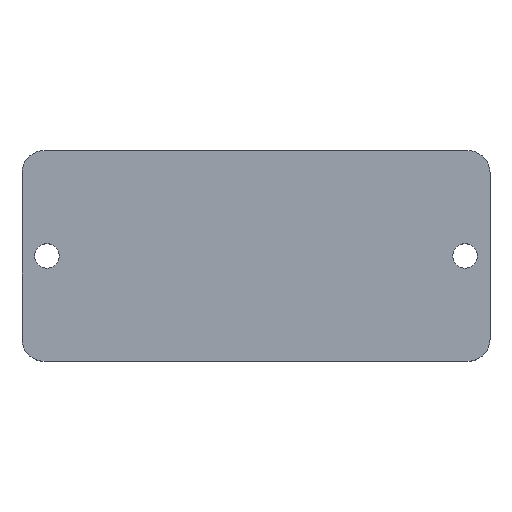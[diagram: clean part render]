
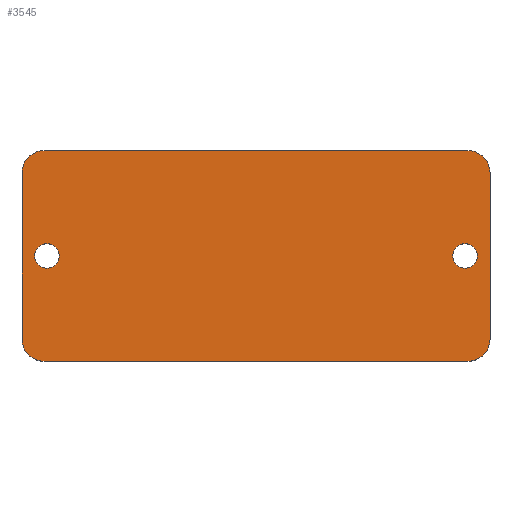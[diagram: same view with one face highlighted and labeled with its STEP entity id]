
A CAD part, top view. The second image highlights one B-rep face of the part: STEP entity #3545.
In plain terms, the highlighted planar face has unit normal (0, 0, 1).
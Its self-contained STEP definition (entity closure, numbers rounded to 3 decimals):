
#51 = VERTEX_POINT ( 'NONE', #227 ) ;
#77 = CARTESIAN_POINT ( 'NONE',  ( 11.05, 7.5, 0. ) ) ;
#85 = DIRECTION ( 'NONE',  ( 0., 0., -1. ) ) ;
#103 = FACE_BOUND ( 'NONE', #1183, .T. ) ;
#223 = ORIENTED_EDGE ( 'NONE', *, *, #3861, .T. ) ;
#227 = CARTESIAN_POINT ( 'NONE',  ( -29.15, -7.5, 0. ) ) ;
#247 = AXIS2_PLACEMENT_3D ( 'NONE', #2036, #1689, #1361 ) ;
#287 = EDGE_CURVE ( 'NONE', #3326, #1168, #2933, .T. ) ;
#295 = VERTEX_POINT ( 'NONE', #690 ) ;
#345 = CIRCLE ( 'NONE', #3950, 1.1 ) ;
#417 = PLANE ( 'NONE',  #2993 ) ;
#504 = CIRCLE ( 'NONE', #3571, 2. ) ;
#512 = DIRECTION ( 'NONE',  ( 0., 0., 1. ) ) ;
#537 = DIRECTION ( 'NONE',  ( -1., 0., 0. ) ) ;
#572 = VECTOR ( 'NONE', #3248, 1000. ) ;
#630 = CARTESIAN_POINT ( 'NONE',  ( -27.15, 9.5, 0. ) ) ;
#655 = ORIENTED_EDGE ( 'NONE', *, *, #1715, .T. ) ;
#690 = CARTESIAN_POINT ( 'NONE',  ( 11.9, 0., 0. ) ) ;
#737 = AXIS2_PLACEMENT_3D ( 'NONE', #1822, #2111, #3428 ) ;
#742 = ORIENTED_EDGE ( 'NONE', *, *, #3389, .T. ) ;
#849 = CARTESIAN_POINT ( 'NONE',  ( 9.7, 0., 0. ) ) ;
#860 = CIRCLE ( 'NONE', #737, 2. ) ;
#931 = CARTESIAN_POINT ( 'NONE',  ( 11.05, 9.5, 0. ) ) ;
#955 = ORIENTED_EDGE ( 'NONE', *, *, #2145, .T. ) ;
#956 = AXIS2_PLACEMENT_3D ( 'NONE', #1232, #3812, #2137 ) ;
#992 = DIRECTION ( 'NONE',  ( 0., -1., 0. ) ) ;
#997 = CIRCLE ( 'NONE', #247, 2. ) ;
#1002 = CIRCLE ( 'NONE', #4062, 1.1 ) ;
#1168 = VERTEX_POINT ( 'NONE', #931 ) ;
#1183 = EDGE_LOOP ( 'NONE', ( #1736, #1505 ) ) ;
#1232 = CARTESIAN_POINT ( 'NONE',  ( -26.9, 0., 0. ) ) ;
#1235 = VERTEX_POINT ( 'NONE', #4044 ) ;
#1236 = DIRECTION ( 'NONE',  ( -1., 0., 0. ) ) ;
#1258 = ORIENTED_EDGE ( 'NONE', *, *, #4005, .T. ) ;
#1282 = EDGE_CURVE ( 'NONE', #3026, #295, #345, .T. ) ;
#1300 = ORIENTED_EDGE ( 'NONE', *, *, #3961, .T. ) ;
#1361 = DIRECTION ( 'NONE',  ( -1., 0., 0. ) ) ;
#1391 = CIRCLE ( 'NONE', #1480, 1.1 ) ;
#1400 = CARTESIAN_POINT ( 'NONE',  ( 13.05, -9.5, 0. ) ) ;
#1405 = ORIENTED_EDGE ( 'NONE', *, *, #2966, .T. ) ;
#1433 = LINE ( 'NONE', #3852, #572 ) ;
#1443 = DIRECTION ( 'NONE',  ( -1., 0., 0. ) ) ;
#1478 = DIRECTION ( 'NONE',  ( 0., 0., -1. ) ) ;
#1480 = AXIS2_PLACEMENT_3D ( 'NONE', #3535, #4158, #1236 ) ;
#1505 = ORIENTED_EDGE ( 'NONE', *, *, #1635, .T. ) ;
#1543 = VERTEX_POINT ( 'NONE', #3415 ) ;
#1635 = EDGE_CURVE ( 'NONE', #295, #3026, #1391, .T. ) ;
#1664 = VECTOR ( 'NONE', #1443, 1000. ) ;
#1667 = DIRECTION ( 'NONE',  ( 0., 0., 1. ) ) ;
#1678 = CARTESIAN_POINT ( 'NONE',  ( -29.15, 9.5, 0. ) ) ;
#1689 = DIRECTION ( 'NONE',  ( 0., 0., 1. ) ) ;
#1696 = VECTOR ( 'NONE', #1872, 1000. ) ;
#1715 = EDGE_CURVE ( 'NONE', #2196, #3326, #3119, .T. ) ;
#1736 = ORIENTED_EDGE ( 'NONE', *, *, #1282, .T. ) ;
#1784 = VERTEX_POINT ( 'NONE', #3252 ) ;
#1822 = CARTESIAN_POINT ( 'NONE',  ( -27.15, 7.5, 0. ) ) ;
#1872 = DIRECTION ( 'NONE',  ( 0., 1., 0. ) ) ;
#1912 = CARTESIAN_POINT ( 'NONE',  ( 13.05, -7.5, 0. ) ) ;
#1932 = VERTEX_POINT ( 'NONE', #2995 ) ;
#2012 = CARTESIAN_POINT ( 'NONE',  ( -26.9, 0., 0. ) ) ;
#2036 = CARTESIAN_POINT ( 'NONE',  ( 11.05, -7.5, 0. ) ) ;
#2111 = DIRECTION ( 'NONE',  ( 0., 0., 1. ) ) ;
#2137 = DIRECTION ( 'NONE',  ( 1., 0., 0. ) ) ;
#2145 = EDGE_CURVE ( 'NONE', #1784, #1235, #1433, .T. ) ;
#2196 = VERTEX_POINT ( 'NONE', #1912 ) ;
#2281 = ORIENTED_EDGE ( 'NONE', *, *, #3667, .T. ) ;
#2311 = DIRECTION ( 'NONE',  ( -1., 0., 0. ) ) ;
#2448 = CARTESIAN_POINT ( 'NONE',  ( -25.8, 0., 0. ) ) ;
#2543 = ORIENTED_EDGE ( 'NONE', *, *, #287, .T. ) ;
#2696 = VERTEX_POINT ( 'NONE', #630 ) ;
#2781 = EDGE_LOOP ( 'NONE', ( #223, #2281, #955, #742, #655, #2543, #1258, #1405 ) ) ;
#2827 = LINE ( 'NONE', #3994, #1664 ) ;
#2933 = CIRCLE ( 'NONE', #3385, 2. ) ;
#2966 = EDGE_CURVE ( 'NONE', #2696, #1932, #860, .T. ) ;
#2992 = FACE_BOUND ( 'NONE', #3552, .T. ) ;
#2993 = AXIS2_PLACEMENT_3D ( 'NONE', #1400, #3672, #3977 ) ;
#2995 = CARTESIAN_POINT ( 'NONE',  ( -29.15, 7.5, 0. ) ) ;
#3026 = VERTEX_POINT ( 'NONE', #849 ) ;
#3046 = CARTESIAN_POINT ( 'NONE',  ( -27.15, -7.5, 0. ) ) ;
#3092 = VECTOR ( 'NONE', #992, 1000. ) ;
#3119 = LINE ( 'NONE', #3832, #1696 ) ;
#3194 = LINE ( 'NONE', #1678, #3092 ) ;
#3248 = DIRECTION ( 'NONE',  ( 1., 0., 0. ) ) ;
#3252 = CARTESIAN_POINT ( 'NONE',  ( -27.15, -9.5, 0. ) ) ;
#3326 = VERTEX_POINT ( 'NONE', #3339 ) ;
#3339 = CARTESIAN_POINT ( 'NONE',  ( 13.05, 7.5, 0. ) ) ;
#3344 = DIRECTION ( 'NONE',  ( 1., 0., 0. ) ) ;
#3385 = AXIS2_PLACEMENT_3D ( 'NONE', #77, #1667, #2311 ) ;
#3389 = EDGE_CURVE ( 'NONE', #1235, #2196, #997, .T. ) ;
#3415 = CARTESIAN_POINT ( 'NONE',  ( -28., 0., 0. ) ) ;
#3428 = DIRECTION ( 'NONE',  ( -1., 0., 0. ) ) ;
#3477 = ORIENTED_EDGE ( 'NONE', *, *, #3727, .T. ) ;
#3479 = CARTESIAN_POINT ( 'NONE',  ( 10.8, 0., 0. ) ) ;
#3535 = CARTESIAN_POINT ( 'NONE',  ( 10.8, 0., 0. ) ) ;
#3545 = ADVANCED_FACE ( 'NONE', ( #3704, #103, #2992 ), #417, .F. ) ;
#3552 = EDGE_LOOP ( 'NONE', ( #1300, #3477 ) ) ;
#3571 = AXIS2_PLACEMENT_3D ( 'NONE', #3046, #512, #4041 ) ;
#3667 = EDGE_CURVE ( 'NONE', #51, #1784, #504, .T. ) ;
#3672 = DIRECTION ( 'NONE',  ( 0., 0., -1. ) ) ;
#3704 = FACE_OUTER_BOUND ( 'NONE', #2781, .T. ) ;
#3727 = EDGE_CURVE ( 'NONE', #3761, #1543, #4132, .T. ) ;
#3761 = VERTEX_POINT ( 'NONE', #2448 ) ;
#3812 = DIRECTION ( 'NONE',  ( 0., 0., -1. ) ) ;
#3832 = CARTESIAN_POINT ( 'NONE',  ( 13.05, 9.5, 0. ) ) ;
#3852 = CARTESIAN_POINT ( 'NONE',  ( 13.05, -9.5, 0. ) ) ;
#3861 = EDGE_CURVE ( 'NONE', #1932, #51, #3194, .T. ) ;
#3950 = AXIS2_PLACEMENT_3D ( 'NONE', #3479, #1478, #537 ) ;
#3961 = EDGE_CURVE ( 'NONE', #1543, #3761, #1002, .T. ) ;
#3977 = DIRECTION ( 'NONE',  ( -1., 0., 0. ) ) ;
#3994 = CARTESIAN_POINT ( 'NONE',  ( 13.05, 9.5, 0. ) ) ;
#4005 = EDGE_CURVE ( 'NONE', #1168, #2696, #2827, .T. ) ;
#4041 = DIRECTION ( 'NONE',  ( -1., 0., 0. ) ) ;
#4044 = CARTESIAN_POINT ( 'NONE',  ( 11.05, -9.5, 0. ) ) ;
#4062 = AXIS2_PLACEMENT_3D ( 'NONE', #2012, #85, #3344 ) ;
#4132 = CIRCLE ( 'NONE', #956, 1.1 ) ;
#4158 = DIRECTION ( 'NONE',  ( 0., 0., -1. ) ) ;
